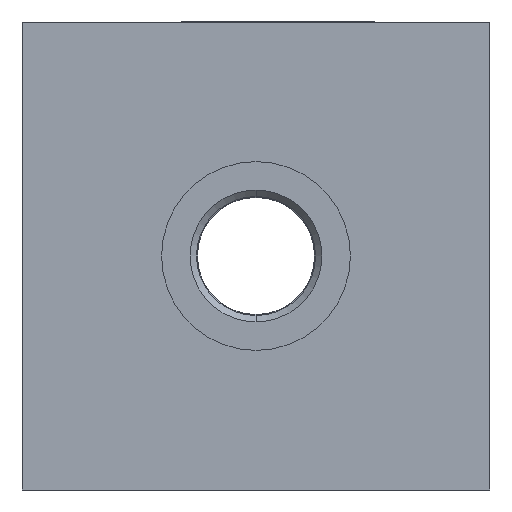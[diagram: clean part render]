
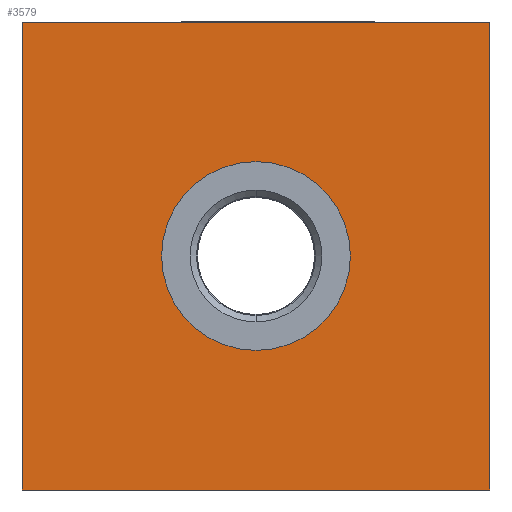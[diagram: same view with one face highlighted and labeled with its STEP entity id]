
A CAD part, front view. The second image highlights one B-rep face of the part: STEP entity #3579.
In plain terms, the highlighted planar face has unit normal (0, -1, 0).
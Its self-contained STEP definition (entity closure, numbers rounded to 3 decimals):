
#125 = ORIENTED_EDGE ( 'NONE', *, *, #718, .F. ) ;
#468 = CARTESIAN_POINT ( 'NONE',  ( 0., -85., 0. ) ) ;
#476 = DIRECTION ( 'NONE',  ( 0., 1., 0. ) ) ;
#491 = DIRECTION ( 'NONE',  ( 1., 0., 0. ) ) ;
#550 = DIRECTION ( 'NONE',  ( 0., 0., -1. ) ) ;
#718 = EDGE_CURVE ( 'NONE', #1827, #2332, #4525, .T. ) ;
#775 = EDGE_CURVE ( 'NONE', #1418, #6138, #5496, .T. ) ;
#786 = DIRECTION ( 'NONE',  ( 0., 0., -1. ) ) ;
#937 = EDGE_CURVE ( 'NONE', #8098, #2332, #8434, .T. ) ;
#950 = VERTEX_POINT ( 'NONE', #7412 ) ;
#1105 = AXIS2_PLACEMENT_3D ( 'NONE', #4267, #4999, #786 ) ;
#1304 = DIRECTION ( 'NONE',  ( 1., 0., 0. ) ) ;
#1418 = VERTEX_POINT ( 'NONE', #3938 ) ;
#1827 = VERTEX_POINT ( 'NONE', #6635 ) ;
#2076 = DIRECTION ( 'NONE',  ( 0., 0., -1. ) ) ;
#2083 = ORIENTED_EDGE ( 'NONE', *, *, #8180, .F. ) ;
#2332 = VERTEX_POINT ( 'NONE', #5695 ) ;
#2510 = ORIENTED_EDGE ( 'NONE', *, *, #5737, .T. ) ;
#2609 = CARTESIAN_POINT ( 'NONE',  ( 30., -85., 30. ) ) ;
#2622 = EDGE_LOOP ( 'NONE', ( #2083, #2914 ) ) ;
#2914 = ORIENTED_EDGE ( 'NONE', *, *, #775, .F. ) ;
#3310 = DIRECTION ( 'NONE',  ( 0., 0., 1. ) ) ;
#3447 = LINE ( 'NONE', #6064, #6615 ) ;
#3579 = ADVANCED_FACE ( 'NONE', ( #5610, #5518 ), #7534, .F. ) ;
#3772 = EDGE_LOOP ( 'NONE', ( #4934, #125, #7042, #2510 ) ) ;
#3938 = CARTESIAN_POINT ( 'NONE',  ( 30., -85., 42.1 ) ) ;
#4267 = CARTESIAN_POINT ( 'NONE',  ( 30., -85., 30. ) ) ;
#4525 = LINE ( 'NONE', #5042, #8553 ) ;
#4934 = ORIENTED_EDGE ( 'NONE', *, *, #937, .T. ) ;
#4999 = DIRECTION ( 'NONE',  ( 0., -1., 0. ) ) ;
#5042 = CARTESIAN_POINT ( 'NONE',  ( 60., -85., 60. ) ) ;
#5044 = EDGE_CURVE ( 'NONE', #950, #1827, #6556, .T. ) ;
#5046 = CIRCLE ( 'NONE', #5998, 12.1 ) ;
#5496 = CIRCLE ( 'NONE', #1105, 12.1 ) ;
#5518 = FACE_BOUND ( 'NONE', #2622, .T. ) ;
#5610 = FACE_OUTER_BOUND ( 'NONE', #3772, .T. ) ;
#5695 = CARTESIAN_POINT ( 'NONE',  ( 60., -85., 0. ) ) ;
#5737 = EDGE_CURVE ( 'NONE', #950, #8098, #3447, .T. ) ;
#5764 = CARTESIAN_POINT ( 'NONE',  ( 30., -85., 17.9 ) ) ;
#5949 = AXIS2_PLACEMENT_3D ( 'NONE', #8884, #476, #3310 ) ;
#5989 = CARTESIAN_POINT ( 'NONE',  ( 0., -85., 0. ) ) ;
#5998 = AXIS2_PLACEMENT_3D ( 'NONE', #2609, #8186, #550 ) ;
#6064 = CARTESIAN_POINT ( 'NONE',  ( 0., -85., 60. ) ) ;
#6138 = VERTEX_POINT ( 'NONE', #5764 ) ;
#6227 = VECTOR ( 'NONE', #1304, 1000. ) ;
#6556 = LINE ( 'NONE', #8401, #6227 ) ;
#6615 = VECTOR ( 'NONE', #8109, 1000. ) ;
#6635 = CARTESIAN_POINT ( 'NONE',  ( 60., -85., 60. ) ) ;
#7042 = ORIENTED_EDGE ( 'NONE', *, *, #5044, .F. ) ;
#7412 = CARTESIAN_POINT ( 'NONE',  ( 0., -85., 60. ) ) ;
#7534 = PLANE ( 'NONE',  #5949 ) ;
#7672 = VECTOR ( 'NONE', #491, 1000. ) ;
#8098 = VERTEX_POINT ( 'NONE', #5989 ) ;
#8109 = DIRECTION ( 'NONE',  ( 0., 0., -1. ) ) ;
#8180 = EDGE_CURVE ( 'NONE', #6138, #1418, #5046, .T. ) ;
#8186 = DIRECTION ( 'NONE',  ( 0., -1., 0. ) ) ;
#8401 = CARTESIAN_POINT ( 'NONE',  ( 0., -85., 60. ) ) ;
#8434 = LINE ( 'NONE', #468, #7672 ) ;
#8553 = VECTOR ( 'NONE', #2076, 1000. ) ;
#8884 = CARTESIAN_POINT ( 'NONE',  ( 0., -85., 60. ) ) ;
